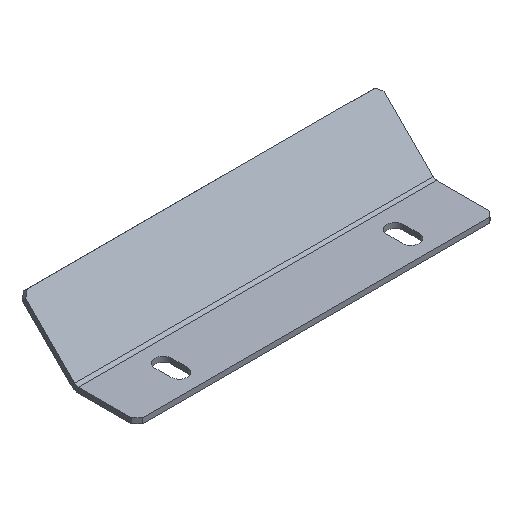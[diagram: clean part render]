
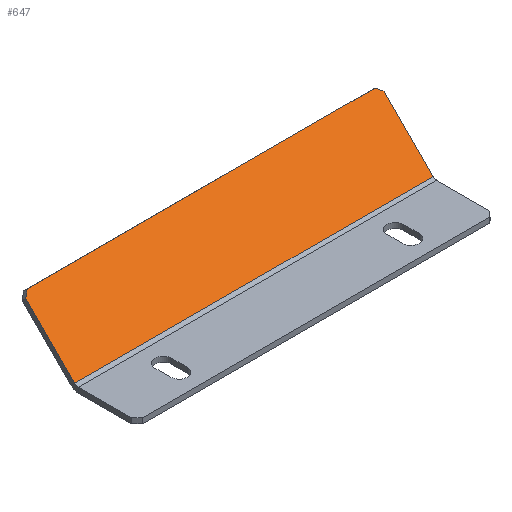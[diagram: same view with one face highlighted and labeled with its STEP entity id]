
A CAD part, isometric view. The second image highlights one B-rep face of the part: STEP entity #647.
In plain terms, the highlighted planar face has unit normal (0, -0.707, 0.707).
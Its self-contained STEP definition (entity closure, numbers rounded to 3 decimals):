
#9 = CARTESIAN_POINT ( 'NONE',  ( -34.23, -48.113, 14.607 ) ) ;
#87 = EDGE_CURVE ( 'NONE', #250, #447, #344, .T. ) ;
#98 = CARTESIAN_POINT ( 'NONE',  ( -35.231, -57.427, 5.292 ) ) ;
#106 = PLANE ( 'NONE',  #778 ) ;
#108 = DIRECTION ( 'NONE',  ( 0., -0.707, 0.707 ) ) ;
#109 = DIRECTION ( 'NONE',  ( 0., -0.707, -0.707 ) ) ;
#117 = VERTEX_POINT ( 'NONE', #134 ) ;
#127 = CARTESIAN_POINT ( 'NONE',  ( -35.231, -57.426, 5.293 ) ) ;
#129 = DIRECTION ( 'NONE',  ( 1., 0., 0. ) ) ;
#134 = CARTESIAN_POINT ( 'NONE',  ( 33.77, -48.113, 14.607 ) ) ;
#143 = CARTESIAN_POINT ( 'NONE',  ( -34.23, -57.426, 5.293 ) ) ;
#154 = CARTESIAN_POINT ( 'NONE',  ( 33.77, -57.426, 5.293 ) ) ;
#176 = CARTESIAN_POINT ( 'NONE',  ( -34.23, -57.427, 5.292 ) ) ;
#177 = CARTESIAN_POINT ( 'NONE',  ( 32.77, -47.405, 15.314 ) ) ;
#182 = DIRECTION ( 'NONE',  ( 0., -0.707, -0.707 ) ) ;
#205 = LINE ( 'NONE', #325, #279 ) ;
#214 = DIRECTION ( 'NONE',  ( -0.707, 0.5, 0.5 ) ) ;
#220 = VECTOR ( 'NONE', #129, 1000. ) ;
#250 = VERTEX_POINT ( 'NONE', #143 ) ;
#279 = VECTOR ( 'NONE', #214, 1000. ) ;
#298 = VERTEX_POINT ( 'NONE', #177 ) ;
#325 = CARTESIAN_POINT ( 'NONE',  ( 33.77, -48.113, 14.607 ) ) ;
#326 = FACE_OUTER_BOUND ( 'NONE', #331, .T. ) ;
#331 = EDGE_LOOP ( 'NONE', ( #408, #775, #768, #749, #757, #761 ) ) ;
#344 = LINE ( 'NONE', #127, #220 ) ;
#408 = ORIENTED_EDGE ( 'NONE', *, *, #834, .T. ) ;
#428 = CARTESIAN_POINT ( 'NONE',  ( -33.23, -47.405, 15.314 ) ) ;
#443 = DIRECTION ( 'NONE',  ( -0.707, -0.5, -0.5 ) ) ;
#447 = VERTEX_POINT ( 'NONE', #154 ) ;
#471 = CARTESIAN_POINT ( 'NONE',  ( -35.231, -47.405, 15.314 ) ) ;
#474 = VECTOR ( 'NONE', #182, 1000. ) ;
#478 = DIRECTION ( 'NONE',  ( -1., 0., 0. ) ) ;
#531 = CARTESIAN_POINT ( 'NONE',  ( 33.77, -57.427, 5.292 ) ) ;
#548 = CARTESIAN_POINT ( 'NONE',  ( -33.23, -47.405, 15.314 ) ) ;
#565 = DIRECTION ( 'NONE',  ( 0., 0.707, 0.707 ) ) ;
#573 = VERTEX_POINT ( 'NONE', #9 ) ;
#591 = VECTOR ( 'NONE', #565, 1000. ) ;
#615 = LINE ( 'NONE', #531, #591 ) ;
#647 = ADVANCED_FACE ( 'NONE', ( #326 ), #106, .T. ) ;
#665 = VECTOR ( 'NONE', #478, 1000. ) ;
#669 = LINE ( 'NONE', #471, #665 ) ;
#673 = EDGE_CURVE ( 'NONE', #573, #250, #845, .T. ) ;
#676 = VECTOR ( 'NONE', #443, 1000. ) ;
#689 = EDGE_CURVE ( 'NONE', #117, #298, #205, .T. ) ;
#696 = LINE ( 'NONE', #428, #676 ) ;
#749 = ORIENTED_EDGE ( 'NONE', *, *, #765, .T. ) ;
#757 = ORIENTED_EDGE ( 'NONE', *, *, #673, .T. ) ;
#761 = ORIENTED_EDGE ( 'NONE', *, *, #87, .T. ) ;
#765 = EDGE_CURVE ( 'NONE', #818, #573, #696, .T. ) ;
#768 = ORIENTED_EDGE ( 'NONE', *, *, #774, .T. ) ;
#774 = EDGE_CURVE ( 'NONE', #298, #818, #669, .T. ) ;
#775 = ORIENTED_EDGE ( 'NONE', *, *, #689, .T. ) ;
#778 = AXIS2_PLACEMENT_3D ( 'NONE', #98, #108, #109 ) ;
#818 = VERTEX_POINT ( 'NONE', #548 ) ;
#834 = EDGE_CURVE ( 'NONE', #447, #117, #615, .T. ) ;
#845 = LINE ( 'NONE', #176, #474 ) ;
